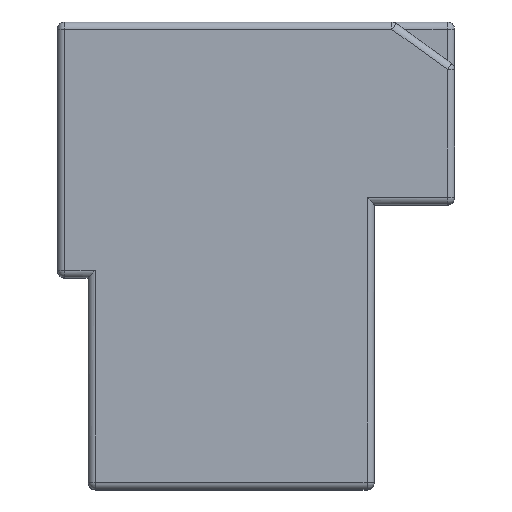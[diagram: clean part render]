
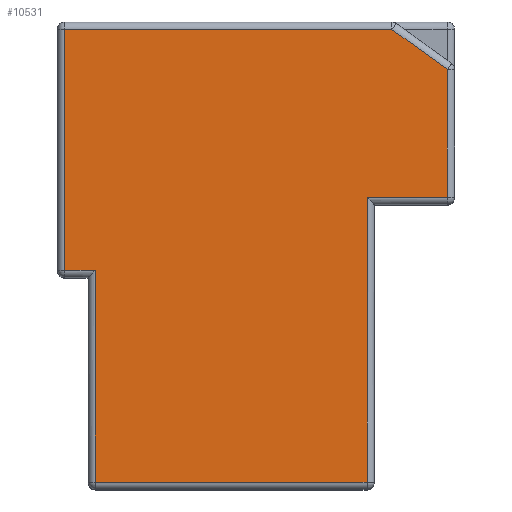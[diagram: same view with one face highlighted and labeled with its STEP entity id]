
A CAD part, top view. The second image highlights one B-rep face of the part: STEP entity #10531.
In plain terms, the highlighted planar face has unit normal (0, 0, 1).
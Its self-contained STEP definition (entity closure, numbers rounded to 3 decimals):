
#144 = CARTESIAN_POINT ( 'NONE',  ( 9.304, 15.5, 20.5 ) ) ;
#248 = VECTOR ( 'NONE', #2307, 1000. ) ;
#607 = CARTESIAN_POINT ( 'NONE',  ( 13.1, 4., 20.5 ) ) ;
#743 = VERTEX_POINT ( 'NONE', #15528 ) ;
#836 = EDGE_CURVE ( 'NONE', #1829, #9809, #2387, .T. ) ;
#1038 = EDGE_CURVE ( 'NONE', #11406, #8699, #14694, .T. ) ;
#1476 = EDGE_CURVE ( 'NONE', #15373, #11406, #12019, .T. ) ;
#1587 = LINE ( 'NONE', #7907, #2477 ) ;
#1828 = PLANE ( 'NONE',  #11239 ) ;
#1829 = VERTEX_POINT ( 'NONE', #7775 ) ;
#2130 = DIRECTION ( 'NONE',  ( 1., 0., 0. ) ) ;
#2188 = VERTEX_POINT ( 'NONE', #607 ) ;
#2307 = DIRECTION ( 'NONE',  ( -0.811, 0.586, 0. ) ) ;
#2309 = CARTESIAN_POINT ( 'NONE',  ( -13.6, 15.5, 20.5 ) ) ;
#2387 = LINE ( 'NONE', #8711, #248 ) ;
#2477 = VECTOR ( 'NONE', #6603, 1000. ) ;
#2926 = EDGE_CURVE ( 'NONE', #10553, #2188, #6643, .T. ) ;
#3472 = CARTESIAN_POINT ( 'NONE',  ( 7.6, 4., 20.5 ) ) ;
#3547 = DIRECTION ( 'NONE',  ( 0., 1., 0. ) ) ;
#4239 = CARTESIAN_POINT ( 'NONE',  ( 13.6, 4., 20.5 ) ) ;
#4606 = VECTOR ( 'NONE', #13760, 1000. ) ;
#4647 = CARTESIAN_POINT ( 'NONE',  ( -11., -1., 20.5 ) ) ;
#4700 = VECTOR ( 'NONE', #3547, 1000. ) ;
#4754 = LINE ( 'NONE', #4829, #8477 ) ;
#4829 = CARTESIAN_POINT ( 'NONE',  ( 7.6, 3.5, 20.5 ) ) ;
#4945 = ORIENTED_EDGE ( 'NONE', *, *, #2926, .T. ) ;
#5363 = ORIENTED_EDGE ( 'NONE', *, *, #14279, .T. ) ;
#6099 = LINE ( 'NONE', #2309, #4606 ) ;
#6603 = DIRECTION ( 'NONE',  ( 0., -1., 0. ) ) ;
#6643 = LINE ( 'NONE', #4239, #13451 ) ;
#6804 = ORIENTED_EDGE ( 'NONE', *, *, #836, .T. ) ;
#6847 = EDGE_CURVE ( 'NONE', #743, #15373, #8645, .T. ) ;
#7165 = CARTESIAN_POINT ( 'NONE',  ( 8.1, -15.5, 20.5 ) ) ;
#7401 = CARTESIAN_POINT ( 'NONE',  ( 0., 0., 20.5 ) ) ;
#7512 = EDGE_LOOP ( 'NONE', ( #4945, #9320, #6804, #5363, #11737, #14122, #8407, #15085, #9022 ) ) ;
#7661 = DIRECTION ( 'NONE',  ( 1., 0., 0. ) ) ;
#7775 = CARTESIAN_POINT ( 'NONE',  ( 13.1, 12.758, 20.5 ) ) ;
#7907 = CARTESIAN_POINT ( 'NONE',  ( -13.1, -1.5, 20.5 ) ) ;
#7983 = FACE_OUTER_BOUND ( 'NONE', #7512, .T. ) ;
#8227 = CARTESIAN_POINT ( 'NONE',  ( -13.1, 15.5, 20.5 ) ) ;
#8329 = EDGE_CURVE ( 'NONE', #8699, #10553, #4754, .T. ) ;
#8407 = ORIENTED_EDGE ( 'NONE', *, *, #1476, .T. ) ;
#8457 = CARTESIAN_POINT ( 'NONE',  ( 13.1, 13.013, 20.5 ) ) ;
#8477 = VECTOR ( 'NONE', #9752, 1000. ) ;
#8645 = LINE ( 'NONE', #13683, #14679 ) ;
#8699 = VERTEX_POINT ( 'NONE', #14661 ) ;
#8711 = CARTESIAN_POINT ( 'NONE',  ( 9.173, 15.595, 20.5 ) ) ;
#8801 = CARTESIAN_POINT ( 'NONE',  ( -11., -15.5, 20.5 ) ) ;
#9022 = ORIENTED_EDGE ( 'NONE', *, *, #8329, .T. ) ;
#9193 = EDGE_CURVE ( 'NONE', #11077, #743, #1587, .T. ) ;
#9320 = ORIENTED_EDGE ( 'NONE', *, *, #11641, .T. ) ;
#9580 = VECTOR ( 'NONE', #2130, 1000. ) ;
#9752 = DIRECTION ( 'NONE',  ( 0., 1., 0. ) ) ;
#9809 = VERTEX_POINT ( 'NONE', #144 ) ;
#10531 = ADVANCED_FACE ( 'NONE', ( #7983 ), #1828, .T. ) ;
#10553 = VERTEX_POINT ( 'NONE', #3472 ) ;
#10767 = DIRECTION ( 'NONE',  ( 0., -1., 0. ) ) ;
#11077 = VERTEX_POINT ( 'NONE', #8227 ) ;
#11239 = AXIS2_PLACEMENT_3D ( 'NONE', #7401, #12342, #14863 ) ;
#11406 = VERTEX_POINT ( 'NONE', #8801 ) ;
#11641 = EDGE_CURVE ( 'NONE', #2188, #1829, #14606, .T. ) ;
#11737 = ORIENTED_EDGE ( 'NONE', *, *, #9193, .T. ) ;
#12019 = LINE ( 'NONE', #14392, #15400 ) ;
#12342 = DIRECTION ( 'NONE',  ( 0., 0., 1. ) ) ;
#12881 = DIRECTION ( 'NONE',  ( 1., 0., 0. ) ) ;
#13451 = VECTOR ( 'NONE', #12881, 1000. ) ;
#13683 = CARTESIAN_POINT ( 'NONE',  ( -11.5, -1., 20.5 ) ) ;
#13760 = DIRECTION ( 'NONE',  ( -1., 0., 0. ) ) ;
#14122 = ORIENTED_EDGE ( 'NONE', *, *, #6847, .T. ) ;
#14279 = EDGE_CURVE ( 'NONE', #9809, #11077, #6099, .T. ) ;
#14392 = CARTESIAN_POINT ( 'NONE',  ( -11., -16., 20.5 ) ) ;
#14606 = LINE ( 'NONE', #8457, #4700 ) ;
#14661 = CARTESIAN_POINT ( 'NONE',  ( 7.6, -15.5, 20.5 ) ) ;
#14679 = VECTOR ( 'NONE', #7661, 1000. ) ;
#14694 = LINE ( 'NONE', #7165, #9580 ) ;
#14863 = DIRECTION ( 'NONE',  ( 1., 0., 0. ) ) ;
#15085 = ORIENTED_EDGE ( 'NONE', *, *, #1038, .T. ) ;
#15373 = VERTEX_POINT ( 'NONE', #4647 ) ;
#15400 = VECTOR ( 'NONE', #10767, 1000. ) ;
#15528 = CARTESIAN_POINT ( 'NONE',  ( -13.1, -1., 20.5 ) ) ;
